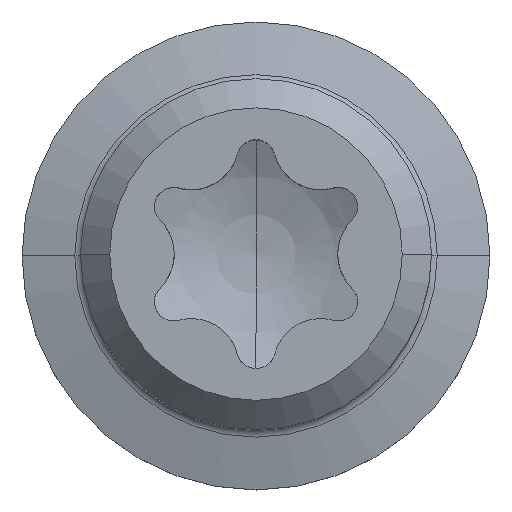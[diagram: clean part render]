
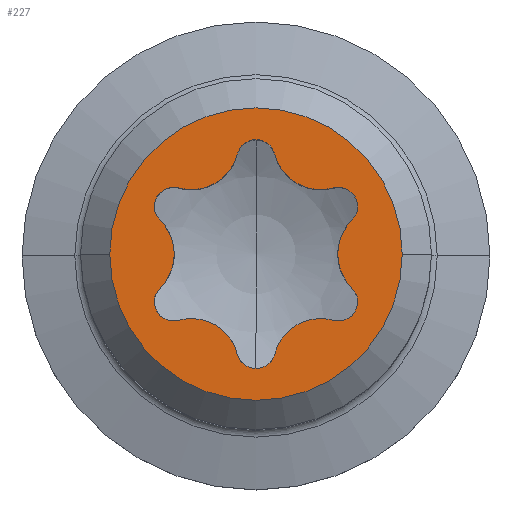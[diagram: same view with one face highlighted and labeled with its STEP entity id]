
A CAD part, top view. The second image highlights one B-rep face of the part: STEP entity #227.
In plain terms, the highlighted planar face has unit normal (0, 0, 1).
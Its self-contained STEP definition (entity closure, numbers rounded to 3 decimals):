
#227=ADVANCED_FACE('',(#279,#280),#275,.T.);
#275=PLANE('',#857);
#279=FACE_BOUND('',#287,.T.);
#280=FACE_BOUND('',#288,.T.);
#287=EDGE_LOOP('',(#339,#340));
#288=EDGE_LOOP('',(#341,#342,#343,#344,#345,#346,#347,#348,#349,#350,#351,
#352));
#339=ORIENTED_EDGE('',*,*,#651,.T.);
#340=ORIENTED_EDGE('',*,*,#652,.F.);
#341=ORIENTED_EDGE('',*,*,#653,.T.);
#342=ORIENTED_EDGE('',*,*,#654,.F.);
#343=ORIENTED_EDGE('',*,*,#655,.T.);
#344=ORIENTED_EDGE('',*,*,#656,.F.);
#345=ORIENTED_EDGE('',*,*,#657,.T.);
#346=ORIENTED_EDGE('',*,*,#658,.F.);
#347=ORIENTED_EDGE('',*,*,#659,.T.);
#348=ORIENTED_EDGE('',*,*,#660,.F.);
#349=ORIENTED_EDGE('',*,*,#661,.T.);
#350=ORIENTED_EDGE('',*,*,#662,.F.);
#351=ORIENTED_EDGE('',*,*,#663,.T.);
#352=ORIENTED_EDGE('',*,*,#664,.F.);
#575=VERTEX_POINT('',#1192);
#576=VERTEX_POINT('',#1193);
#577=VERTEX_POINT('',#1196);
#578=VERTEX_POINT('',#1197);
#579=VERTEX_POINT('',#1199);
#580=VERTEX_POINT('',#1201);
#581=VERTEX_POINT('',#1203);
#582=VERTEX_POINT('',#1205);
#583=VERTEX_POINT('',#1207);
#584=VERTEX_POINT('',#1209);
#585=VERTEX_POINT('',#1211);
#586=VERTEX_POINT('',#1213);
#587=VERTEX_POINT('',#1215);
#588=VERTEX_POINT('',#1217);
#651=EDGE_CURVE('',#575,#576,#769,.T.);
#652=EDGE_CURVE('',#575,#576,#770,.T.);
#653=EDGE_CURVE('',#577,#578,#771,.T.);
#654=EDGE_CURVE('',#579,#578,#772,.T.);
#655=EDGE_CURVE('',#579,#580,#773,.T.);
#656=EDGE_CURVE('',#581,#580,#774,.T.);
#657=EDGE_CURVE('',#581,#582,#775,.T.);
#658=EDGE_CURVE('',#583,#582,#776,.T.);
#659=EDGE_CURVE('',#583,#584,#777,.T.);
#660=EDGE_CURVE('',#585,#584,#778,.T.);
#661=EDGE_CURVE('',#585,#586,#779,.T.);
#662=EDGE_CURVE('',#587,#586,#780,.T.);
#663=EDGE_CURVE('',#587,#588,#781,.T.);
#664=EDGE_CURVE('',#577,#588,#782,.T.);
#769=CIRCLE('',#843,2.5);
#770=CIRCLE('',#844,2.5);
#771=CIRCLE('',#845,0.33);
#772=CIRCLE('',#846,0.812);
#773=CIRCLE('',#847,0.33);
#774=CIRCLE('',#848,0.812);
#775=CIRCLE('',#849,0.33);
#776=CIRCLE('',#850,0.812);
#777=CIRCLE('',#851,0.33);
#778=CIRCLE('',#852,0.812);
#779=CIRCLE('',#853,0.33);
#780=CIRCLE('',#854,0.812);
#781=CIRCLE('',#855,0.33);
#782=CIRCLE('',#856,0.812);
#843=AXIS2_PLACEMENT_3D('',#1191,#949,#950);
#844=AXIS2_PLACEMENT_3D('',#1194,#951,#952);
#845=AXIS2_PLACEMENT_3D('',#1195,#953,#954);
#846=AXIS2_PLACEMENT_3D('',#1198,#955,#956);
#847=AXIS2_PLACEMENT_3D('',#1200,#957,#958);
#848=AXIS2_PLACEMENT_3D('',#1202,#959,#960);
#849=AXIS2_PLACEMENT_3D('',#1204,#961,#962);
#850=AXIS2_PLACEMENT_3D('',#1206,#963,#964);
#851=AXIS2_PLACEMENT_3D('',#1208,#965,#966);
#852=AXIS2_PLACEMENT_3D('',#1210,#967,#968);
#853=AXIS2_PLACEMENT_3D('',#1212,#969,#970);
#854=AXIS2_PLACEMENT_3D('',#1214,#971,#972);
#855=AXIS2_PLACEMENT_3D('',#1216,#973,#974);
#856=AXIS2_PLACEMENT_3D('',#1218,#975,#976);
#857=AXIS2_PLACEMENT_3D('',#1219,#977,#978);
#949=DIRECTION('',(0.,0.,1.));
#950=DIRECTION('',(1.,0.,0.));
#951=DIRECTION('',(0.,0.,-1.));
#952=DIRECTION('',(1.,0.,0.));
#953=DIRECTION('',(0.,0.,-1.));
#954=DIRECTION('',(0.968,-0.253,0.));
#955=DIRECTION('',(0.,0.,-1.));
#956=DIRECTION('',(-0.265,0.964,0.));
#957=DIRECTION('',(0.,0.,-1.));
#958=DIRECTION('',(0.265,-0.964,0.));
#959=DIRECTION('',(0.,0.,-1.));
#960=DIRECTION('',(0.703,0.712,0.));
#961=DIRECTION('',(0.,0.,-1.));
#962=DIRECTION('',(-0.703,-0.712,0.));
#963=DIRECTION('',(0.,0.,-1.));
#964=DIRECTION('',(0.968,-0.253,0.));
#965=DIRECTION('',(0.,0.,-1.));
#966=DIRECTION('',(-0.968,0.253,0.));
#967=DIRECTION('',(0.,0.,-1.));
#968=DIRECTION('',(0.265,-0.964,0.));
#969=DIRECTION('',(0.,0.,-1.));
#970=DIRECTION('',(-0.265,0.964,0.));
#971=DIRECTION('',(0.,0.,-1.));
#972=DIRECTION('',(-0.703,-0.712,0.));
#973=DIRECTION('',(0.,0.,-1.));
#974=DIRECTION('',(0.703,0.712,0.));
#975=DIRECTION('',(0.,0.,-1.));
#976=DIRECTION('',(-0.968,0.253,0.));
#977=DIRECTION('',(0.,0.,1.));
#978=DIRECTION('',(1.,0.,0.));
#1191=CARTESIAN_POINT('',(0.,0.,19.8));
#1192=CARTESIAN_POINT('',(2.5,0.,19.8));
#1193=CARTESIAN_POINT('',(-2.5,0.,19.8));
#1194=CARTESIAN_POINT('',(0.,0.,19.8));
#1195=CARTESIAN_POINT('',(0.,-1.626,19.8));
#1196=CARTESIAN_POINT('',(0.319,-1.709,19.8));
#1197=CARTESIAN_POINT('',(-0.319,-1.709,19.8));
#1198=CARTESIAN_POINT('',(-1.105,-1.914,19.8));
#1199=CARTESIAN_POINT('',(-1.32,-1.131,19.8));
#1200=CARTESIAN_POINT('',(-1.408,-0.813,19.8));
#1201=CARTESIAN_POINT('',(-1.64,-0.578,19.8));
#1202=CARTESIAN_POINT('',(-2.21,0.,19.8));
#1203=CARTESIAN_POINT('',(-1.64,0.578,19.8));
#1204=CARTESIAN_POINT('',(-1.408,0.813,19.8));
#1205=CARTESIAN_POINT('',(-1.32,1.131,19.8));
#1206=CARTESIAN_POINT('',(-1.105,1.914,19.8));
#1207=CARTESIAN_POINT('',(-0.319,1.709,19.8));
#1208=CARTESIAN_POINT('',(0.,1.626,19.8));
#1209=CARTESIAN_POINT('',(0.319,1.709,19.8));
#1210=CARTESIAN_POINT('',(1.105,1.914,19.8));
#1211=CARTESIAN_POINT('',(1.32,1.131,19.8));
#1212=CARTESIAN_POINT('',(1.408,0.813,19.8));
#1213=CARTESIAN_POINT('',(1.64,0.578,19.8));
#1214=CARTESIAN_POINT('',(2.21,0.,19.8));
#1215=CARTESIAN_POINT('',(1.64,-0.578,19.8));
#1216=CARTESIAN_POINT('',(1.408,-0.813,19.8));
#1217=CARTESIAN_POINT('',(1.32,-1.131,19.8));
#1218=CARTESIAN_POINT('',(1.105,-1.914,19.8));
#1219=CARTESIAN_POINT('',(0.,0.,19.8));
